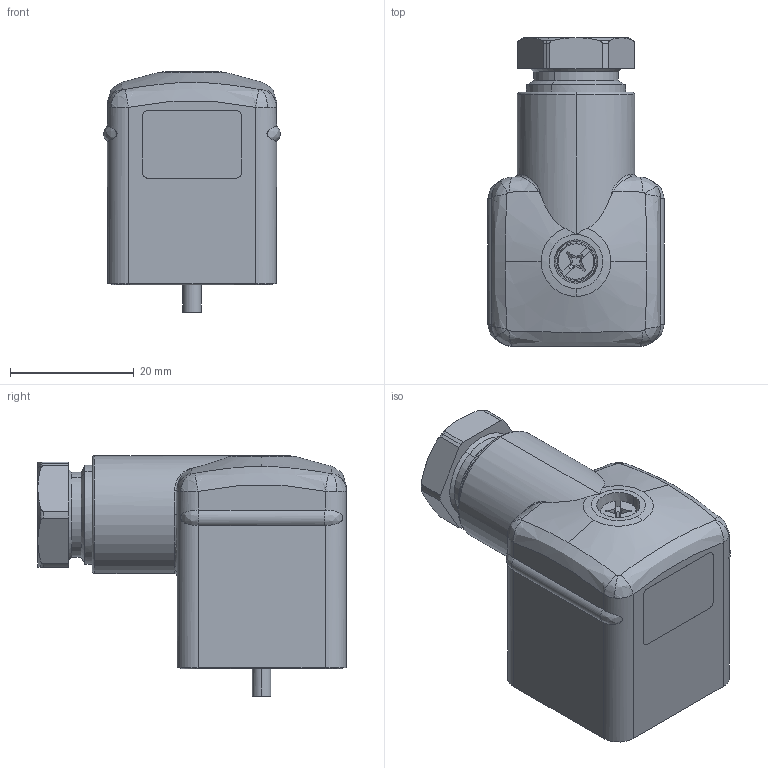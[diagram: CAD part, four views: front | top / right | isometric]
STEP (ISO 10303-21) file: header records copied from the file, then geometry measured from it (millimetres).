
FILE_DESCRIPTION(('CATIA V5 STEP Exchange','CAx-IF Rec.Pracs.--- Model Styling and Organization---1.4--- 2014-01-23'),'2;1');
FILE_NAME ('024701-3_0', '2020-09-07T13:00:55+00:00', ('none'), ('Weidmueller'), 'CATIA Version 5-6 Release 2016 SP3 HF44', 'CATIA V5 STEP AP214', 'none');
FILE_SCHEMA(('AUTOMOTIVE_DESIGN { 1 0 10303 214 1 1 1 1 }'));
Length unit declared in the file: millimetre
Products named in the file (1): 1873140000
Bounding box: 28.5 x 49.8 x 38.8 mm (x, y, z)
Volume: 28510.4 mm3; surface area: 7329.3 mm2
Topology: 4 solids, 4 shells, 490 faces, 1293 edges, 854 vertices
Faces by surface type: plane 287, cylinder 93, extrusion 41, cone 27, torus 21, bspline 21
Entity records: 16526 total; most frequent: CARTESIAN_POINT 5000, ORIENTED_EDGE 2586, DIRECTION 1923, EDGE_CURVE 1291, VECTOR 878, VERTEX_POINT 852, LINE 837, AXIS2_PLACEMENT_3D 631
